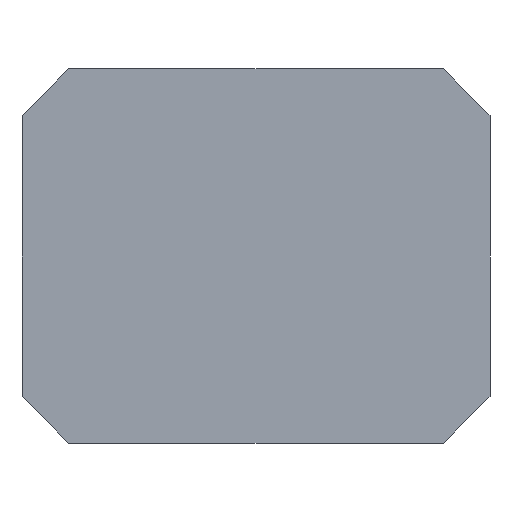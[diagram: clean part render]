
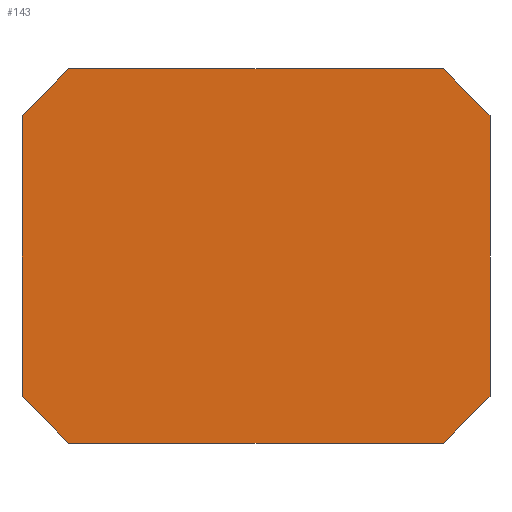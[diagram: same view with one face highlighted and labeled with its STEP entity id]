
A CAD part, front view. The second image highlights one B-rep face of the part: STEP entity #143.
In plain terms, the highlighted planar face has unit normal (0, -1, 0).
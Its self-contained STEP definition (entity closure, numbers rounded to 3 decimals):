
#103=VERTEX_POINT('',#277);
#113=EDGE_CURVE('',#153,#123,#288,.T.);
#121=EDGE_CURVE('',#147,#193,#298,.T.);
#123=VERTEX_POINT('',#300);
#133=EDGE_CURVE('',#175,#153,#312,.T.);
#141=EDGE_CURVE('',#215,#147,#322,.T.);
#143=ADVANCED_FACE('',(#324),#325,.T.);
#147=VERTEX_POINT('',#329);
#153=VERTEX_POINT('',#337);
#169=EDGE_CURVE('',#193,#175,#355,.T.);
#175=VERTEX_POINT('',#361);
#193=VERTEX_POINT('',#381);
#207=EDGE_CURVE('',#123,#103,#397,.T.);
#213=EDGE_CURVE('',#223,#215,#403,.T.);
#215=VERTEX_POINT('',#405);
#217=EDGE_CURVE('',#103,#223,#407,.T.);
#223=VERTEX_POINT('',#413);
#277=CARTESIAN_POINT('',(-5.0,-10.,7.0));
#288=LINE('',#473,#474);
#298=LINE('',#484,#485);
#300=CARTESIAN_POINT('',(-5.0,-10.,1.0));
#312=LINE('',#502,#503);
#322=LINE('',#514,#515);
#324=FACE_OUTER_BOUND('',#517,.T.);
#325=PLANE('',#518);
#329=CARTESIAN_POINT('',(5.0,-10.,7.0));
#337=CARTESIAN_POINT('',(-4.0,-10.,0.0));
#355=LINE('',#560,#561);
#361=CARTESIAN_POINT('',(4.0,-10.,0.0));
#381=CARTESIAN_POINT('',(5.0,-10.,1.0));
#397=LINE('',#620,#621);
#403=LINE('',#630,#631);
#405=CARTESIAN_POINT('',(4.0,-10.,8.0));
#407=LINE('',#636,#637);
#413=CARTESIAN_POINT('',(-4.0,-10.,8.0));
#473=CARTESIAN_POINT('',(-5.0,-10.,1.0));
#474=VECTOR('',#711,1.0);
#484=CARTESIAN_POINT('',(5.0,-10.,1.0));
#485=VECTOR('',#729,1.0);
#502=CARTESIAN_POINT('',(-4.0,-10.,0.0));
#503=VECTOR('',#751,1.0);
#514=CARTESIAN_POINT('',(5.0,-10.,7.0));
#515=VECTOR('',#769,1.0);
#517=EDGE_LOOP('',(#771,#772,#773,#774,#775,#776,#777,#778));
#518=AXIS2_PLACEMENT_3D('',#779,#780,#781);
#560=CARTESIAN_POINT('',(4.0,-10.,0.0));
#561=VECTOR('',#816,1.0);
#620=CARTESIAN_POINT('',(-5.0,-10.,7.0));
#621=VECTOR('',#855,1.0);
#630=CARTESIAN_POINT('',(4.0,-10.,8.0));
#631=VECTOR('',#857,1.0);
#636=CARTESIAN_POINT('',(-4.0,-10.,8.0));
#637=VECTOR('',#858,1.0);
#711=DIRECTION('',(-0.707,0.,0.707));
#729=DIRECTION('',(0.0,0.,-1.0));
#751=DIRECTION('',(-1.0,0.0,0.0));
#769=DIRECTION('',(0.707,0.,-0.707));
#771=ORIENTED_EDGE('',*,*,#169,.F.);
#772=ORIENTED_EDGE('',*,*,#121,.F.);
#773=ORIENTED_EDGE('',*,*,#141,.F.);
#774=ORIENTED_EDGE('',*,*,#213,.F.);
#775=ORIENTED_EDGE('',*,*,#217,.F.);
#776=ORIENTED_EDGE('',*,*,#207,.F.);
#777=ORIENTED_EDGE('',*,*,#113,.F.);
#778=ORIENTED_EDGE('',*,*,#133,.F.);
#779=CARTESIAN_POINT('',(0.,-10.,4.0));
#780=DIRECTION('',(0.0,-1.0,0.));
#781=DIRECTION('',(1.0,0.0,0.0));
#816=DIRECTION('',(-0.707,0.,-0.707));
#855=DIRECTION('',(0.0,0.,1.0));
#857=DIRECTION('',(1.0,0.0,0.0));
#858=DIRECTION('',(0.707,0.,0.707));
